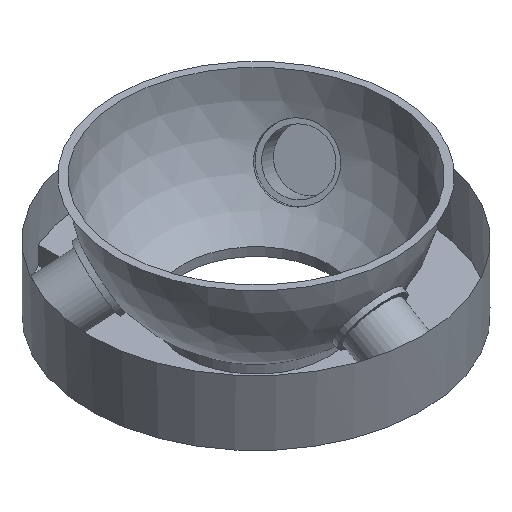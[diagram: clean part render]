
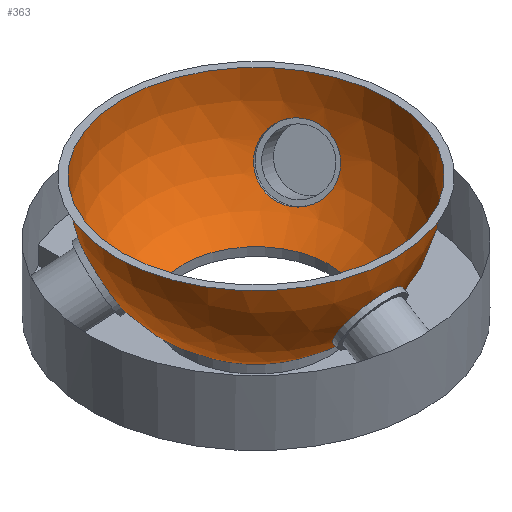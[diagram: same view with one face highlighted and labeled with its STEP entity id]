
A CAD part, isometric view. The second image highlights one B-rep face of the part: STEP entity #363.
In plain terms, the highlighted spherical face has radius 18.5 mm.
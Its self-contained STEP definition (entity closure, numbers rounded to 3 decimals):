
#15=SPHERICAL_SURFACE('',#423,18.5);
#22=FACE_BOUND('',#110,.T.);
#23=FACE_BOUND('',#111,.T.);
#24=FACE_BOUND('',#112,.T.);
#32=CIRCLE('',#393,4.4);
#36=CIRCLE('',#401,4.4);
#40=CIRCLE('',#409,4.4);
#45=CIRCLE('',#420,10.);
#46=CIRCLE('',#422,18.5);
#47=CIRCLE('',#424,18.5);
#80=FACE_OUTER_BOUND('',#109,.T.);
#109=EDGE_LOOP('',(#320,#321,#322,#323));
#110=EDGE_LOOP('',(#324));
#111=EDGE_LOOP('',(#325));
#112=EDGE_LOOP('',(#326));
#174=VERTEX_POINT('',#589);
#178=VERTEX_POINT('',#603);
#182=VERTEX_POINT('',#617);
#187=VERTEX_POINT('',#637);
#188=VERTEX_POINT('',#641);
#211=EDGE_CURVE('',#174,#174,#32,.T.);
#217=EDGE_CURVE('',#178,#178,#36,.T.);
#223=EDGE_CURVE('',#182,#182,#40,.T.);
#231=EDGE_CURVE('',#187,#187,#45,.T.);
#233=EDGE_CURVE('',#188,#188,#46,.T.);
#234=EDGE_CURVE('',#188,#187,#47,.T.);
#320=ORIENTED_EDGE('',*,*,#233,.T.);
#321=ORIENTED_EDGE('',*,*,#234,.T.);
#322=ORIENTED_EDGE('',*,*,#231,.T.);
#323=ORIENTED_EDGE('',*,*,#234,.F.);
#324=ORIENTED_EDGE('',*,*,#211,.T.);
#325=ORIENTED_EDGE('',*,*,#217,.T.);
#326=ORIENTED_EDGE('',*,*,#223,.T.);
#363=ADVANCED_FACE('',(#80,#22,#23,#24),#15,.F.);
#393=AXIS2_PLACEMENT_3D('',#591,#472,#473);
#401=AXIS2_PLACEMENT_3D('',#605,#490,#491);
#409=AXIS2_PLACEMENT_3D('',#619,#508,#509);
#420=AXIS2_PLACEMENT_3D('',#638,#533,#534);
#422=AXIS2_PLACEMENT_3D('',#642,#538,#539);
#423=AXIS2_PLACEMENT_3D('',#643,#540,#541);
#424=AXIS2_PLACEMENT_3D('',#644,#542,#543);
#472=DIRECTION('center_axis',(0.75,0.433,-0.5));
#473=DIRECTION('ref_axis',(0.433,0.25,0.866));
#490=DIRECTION('center_axis',(0.,-0.866,-0.5));
#491=DIRECTION('ref_axis',(0.,-0.5,0.866));
#508=DIRECTION('center_axis',(-0.75,0.433,-0.5));
#509=DIRECTION('ref_axis',(-0.433,0.25,0.866));
#533=DIRECTION('center_axis',(0.,0.,-1.));
#534=DIRECTION('ref_axis',(0.866,0.5,0.));
#538=DIRECTION('center_axis',(0.,0.,1.));
#539=DIRECTION('ref_axis',(0.5,-0.866,0.));
#540=DIRECTION('center_axis',(0.,0.,1.));
#541=DIRECTION('ref_axis',(0.866,0.5,0.));
#542=DIRECTION('center_axis',(0.5,-0.866,0.));
#543=DIRECTION('ref_axis',(-0.866,-0.5,0.));
#589=CARTESIAN_POINT('',(32.523,61.163,6.205));
#591=CARTESIAN_POINT('Origin',(34.428,62.263,10.015));
#603=CARTESIAN_POINT('',(20.951,41.121,6.205));
#605=CARTESIAN_POINT('Origin',(20.951,38.921,10.015));
#617=CARTESIAN_POINT('',(9.38,61.163,6.205));
#619=CARTESIAN_POINT('Origin',(7.474,62.263,10.015));
#637=CARTESIAN_POINT('',(12.291,49.483,3.436));
#638=CARTESIAN_POINT('Origin',(20.951,54.483,3.436));
#641=CARTESIAN_POINT('',(4.93,45.233,19.));
#642=CARTESIAN_POINT('Origin',(20.951,54.483,19.));
#643=CARTESIAN_POINT('Origin',(20.951,54.483,19.));
#644=CARTESIAN_POINT('Origin',(20.951,54.483,19.));
